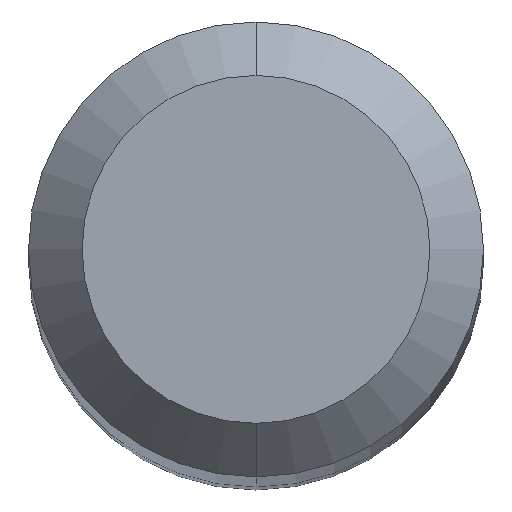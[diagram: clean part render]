
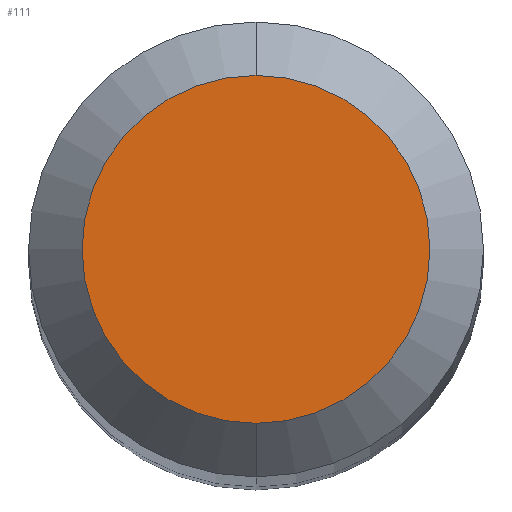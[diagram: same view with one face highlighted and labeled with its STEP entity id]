
A CAD part, top view. The second image highlights one B-rep face of the part: STEP entity #111.
In plain terms, the highlighted planar face has unit normal (0, 0, 1).
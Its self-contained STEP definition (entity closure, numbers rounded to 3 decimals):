
#1 = ORIENTED_EDGE ( 'NONE', *, *, #146, .F. ) ;
#7 = PLANE ( 'NONE',  #278 ) ;
#19 = DIRECTION ( 'NONE',  ( 0., 0., -1. ) ) ;
#40 = AXIS2_PLACEMENT_3D ( 'NONE', #309, #19, #306 ) ;
#41 = EDGE_LOOP ( 'NONE', ( #168, #1 ) ) ;
#47 = VERTEX_POINT ( 'NONE', #310 ) ;
#70 = CIRCLE ( 'NONE', #263, 0.975 ) ;
#77 = DIRECTION ( 'NONE',  ( 0., 1., 0. ) ) ;
#79 = CIRCLE ( 'NONE', #40, 0.975 ) ;
#105 = CARTESIAN_POINT ( 'NONE',  ( 0., 0., 43. ) ) ;
#111 = ADVANCED_FACE ( 'NONE', ( #184 ), #7, .F. ) ;
#146 = EDGE_CURVE ( 'NONE', #47, #200, #70, .T. ) ;
#168 = ORIENTED_EDGE ( 'NONE', *, *, #269, .F. ) ;
#184 = FACE_OUTER_BOUND ( 'NONE', #41, .T. ) ;
#190 = DIRECTION ( 'NONE',  ( 0., 1., 0. ) ) ;
#200 = VERTEX_POINT ( 'NONE', #300 ) ;
#209 = DIRECTION ( 'NONE',  ( 0., 0., -1. ) ) ;
#263 = AXIS2_PLACEMENT_3D ( 'NONE', #327, #325, #190 ) ;
#269 = EDGE_CURVE ( 'NONE', #200, #47, #79, .T. ) ;
#278 = AXIS2_PLACEMENT_3D ( 'NONE', #105, #209, #77 ) ;
#300 = CARTESIAN_POINT ( 'NONE',  ( 0., 0.975, 43. ) ) ;
#306 = DIRECTION ( 'NONE',  ( 0., 1., 0. ) ) ;
#309 = CARTESIAN_POINT ( 'NONE',  ( 0., 0., 43. ) ) ;
#310 = CARTESIAN_POINT ( 'NONE',  ( 0., -0.975, 43. ) ) ;
#325 = DIRECTION ( 'NONE',  ( 0., 0., -1. ) ) ;
#327 = CARTESIAN_POINT ( 'NONE',  ( 0., 0., 43. ) ) ;
